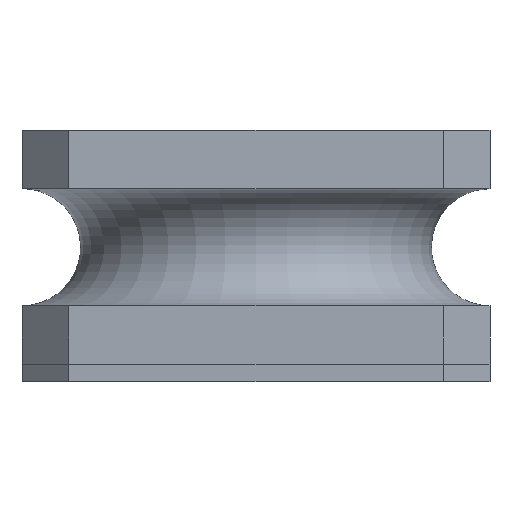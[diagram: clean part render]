
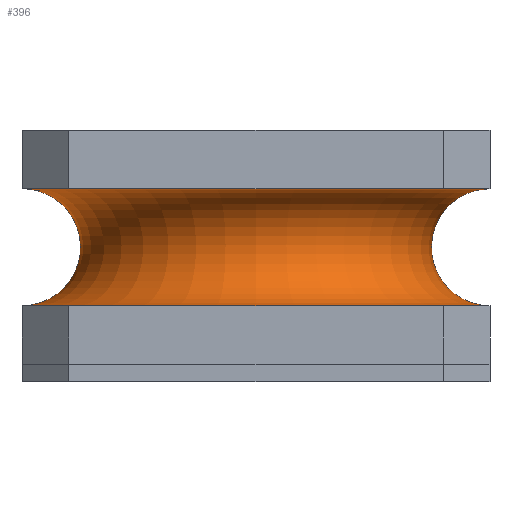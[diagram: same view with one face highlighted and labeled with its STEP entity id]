
A CAD part, front view. The second image highlights one B-rep face of the part: STEP entity #396.
In plain terms, the highlighted toroidal (fillet/blend) face has major radius 2 mm and minor radius 0.5 mm.
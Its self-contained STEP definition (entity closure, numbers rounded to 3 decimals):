
#396 = ADVANCED_FACE( '', ( #782, #783 ), #784, .F. );
#782 = FACE_OUTER_BOUND( '', #1178, .T. );
#783 = FACE_OUTER_BOUND( '', #1179, .T. );
#784 = TOROIDAL_SURFACE( '', #1180, 2., 0.5 );
#1178 = EDGE_LOOP( '', ( #2244 ) );
#1179 = EDGE_LOOP( '', ( #2245 ) );
#1180 = AXIS2_PLACEMENT_3D( '', #2246, #2247, #2248 );
#2244 = ORIENTED_EDGE( '', *, *, #2594, .T. );
#2245 = ORIENTED_EDGE( '', *, *, #2870, .F. );
#2246 = CARTESIAN_POINT( '', ( 0., 0., 0. ) );
#2247 = DIRECTION( '', ( 0., 0., -1. ) );
#2248 = DIRECTION( '', ( -1., 0., 0. ) );
#2594 = EDGE_CURVE( '', #3088, #3088, #3089, .T. );
#2870 = EDGE_CURVE( '', #3482, #3482, #3483, .T. );
#3088 = VERTEX_POINT( '', #3926 );
#3089 = CIRCLE( '', #3927, 2. );
#3482 = VERTEX_POINT( '', #4766 );
#3483 = CIRCLE( '', #4767, 2. );
#3926 = CARTESIAN_POINT( '', ( -2., 0., 0.5 ) );
#3927 = AXIS2_PLACEMENT_3D( '', #4869, #4870, #4871 );
#4766 = CARTESIAN_POINT( '', ( -2., 0., -0.5 ) );
#4767 = AXIS2_PLACEMENT_3D( '', #4978, #4979, #4980 );
#4869 = CARTESIAN_POINT( '', ( 0., 0., 0.5 ) );
#4870 = DIRECTION( '', ( 0., 0., -1. ) );
#4871 = DIRECTION( '', ( -1., 0., 0. ) );
#4978 = CARTESIAN_POINT( '', ( 0., 0., -0.5 ) );
#4979 = DIRECTION( '', ( 0., 0., -1. ) );
#4980 = DIRECTION( '', ( -1., 0., 0. ) );
